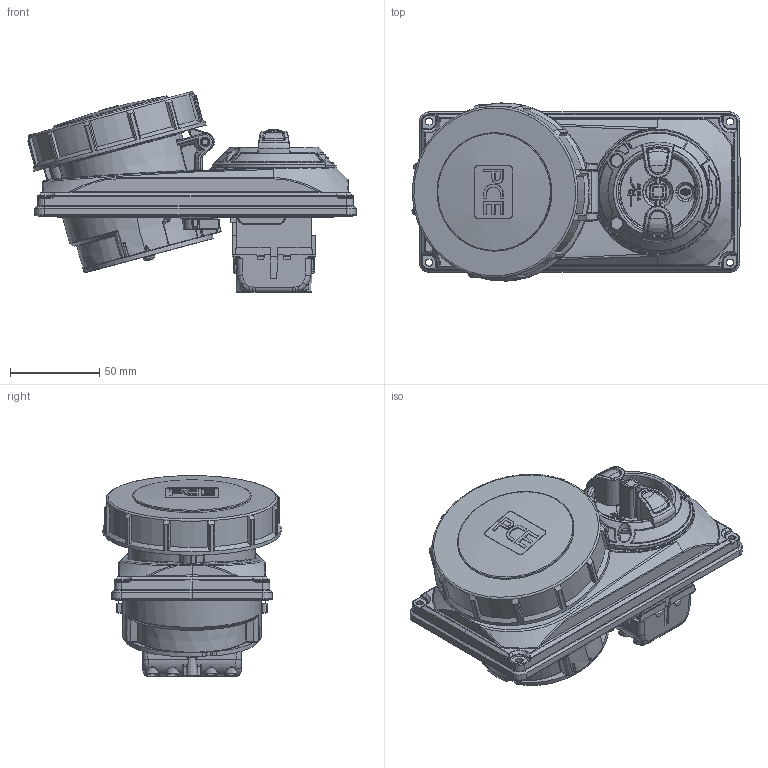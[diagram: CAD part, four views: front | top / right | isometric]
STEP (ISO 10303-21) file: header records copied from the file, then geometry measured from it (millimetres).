
FILE_DESCRIPTION (( 'STEP AP203' ), '1' );
FILE_NAME ('60252-6.STEP', '2018-05-14T10:01:52', ( '' ), ( '' ), 'SwSTEP 2.0', 'SolidWorks 2016', '' );
FILE_SCHEMA (( 'CONFIG_CONTROL_DESIGN' ));
Length unit declared in the file: millimetre
Products named in the file (1): 60252-6
Bounding box: 184.21 x 99.94 x 112.65 mm (x, y, z)
Volume: 778614.4 mm3; surface area: 120941.6 mm2
Topology: 1 solids, 1 shells, 4505 faces, 11058 edges, 6620 vertices
Faces by surface type: bspline 1999, plane 1324, cylinder 927, cone 255
Full cylindrical faces by diameter (mm): 3.4 x2, 4 x12, 4.1 x2, 4.25 x4, 4.4 x4, 4.7 x5, 5.4 x5, 7.6 x1, 52 x1, 66.4 x1, 100 x1
Entity records: 232426 total; most frequent: CARTESIAN_POINT 145923, ORIENTED_EDGE 21384, DIRECTION 12402, EDGE_CURVE 10692, VERTEX_POINT 6502, B_SPLINE_CURVE_WITH_KNOTS 4912, EDGE_LOOP 4850, FACE_OUTER_BOUND 4602
